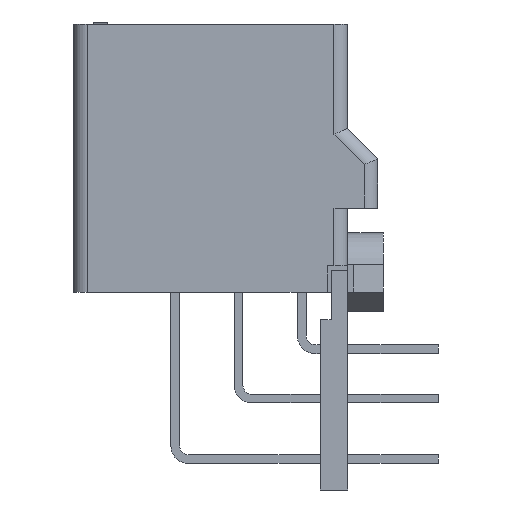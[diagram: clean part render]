
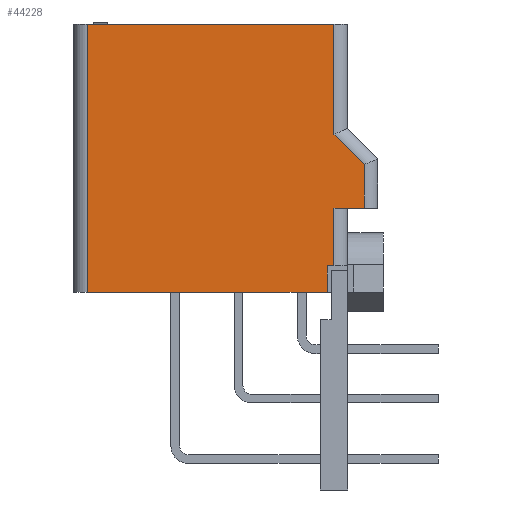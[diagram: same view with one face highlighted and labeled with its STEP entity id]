
A CAD part, left-side view. The second image highlights one B-rep face of the part: STEP entity #44228.
In plain terms, the highlighted planar face has unit normal (-1, 0, 0).
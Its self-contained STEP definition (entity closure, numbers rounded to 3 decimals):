
#36=DIRECTION('',(0.,-1.,0.));
#37=VECTOR('',#36,17.95);
#38=CARTESIAN_POINT('',(-65.9,8.975,0.));
#39=LINE('',#38,#37);
#862=DIRECTION('',(0.,-1.,0.));
#863=VECTOR('',#862,17.45);
#864=CARTESIAN_POINT('',(-65.9,8.975,-19.5));
#865=LINE('',#864,#863);
#5416=DIRECTION('',(0.,-1.,0.));
#5417=VECTOR('',#5416,2.2);
#5418=CARTESIAN_POINT('',(-65.9,-8.975,-13.4));
#5419=LINE('',#5418,#5417);
#5555=DIRECTION('',(0.,0.,1.));
#5556=VECTOR('',#5555,3.186);
#5557=CARTESIAN_POINT('',(-65.9,-11.175,-13.4));
#5558=LINE('',#5557,#5556);
#5559=DIRECTION('',(0.,0.,-1.));
#5560=VECTOR('',#5559,4.2);
#5561=CARTESIAN_POINT('',(-65.9,-8.975,-13.4));
#5562=LINE('',#5561,#5560);
#5563=DIRECTION('',(0.,1.,0.));
#5564=VECTOR('',#5563,0.5);
#5565=CARTESIAN_POINT('',(-65.9,-8.975,-17.6));
#5566=LINE('',#5565,#5564);
#5567=DIRECTION('',(0.,0.,1.));
#5568=VECTOR('',#5567,1.9);
#5569=CARTESIAN_POINT('',(-65.9,-8.475,-19.5));
#5570=LINE('',#5569,#5568);
#5571=DIRECTION('',(0.,0.,-1.));
#5572=VECTOR('',#5571,19.5);
#5573=CARTESIAN_POINT('',(-65.9,8.975,0.));
#5574=LINE('',#5573,#5572);
#5575=DIRECTION('',(0.,0.,-1.));
#5576=VECTOR('',#5575,8.014);
#5577=CARTESIAN_POINT('',(-65.9,-8.975,0.));
#5578=LINE('',#5577,#5576);
#5579=DIRECTION('',(0.,0.707,0.707));
#5580=VECTOR('',#5579,3.111);
#5581=CARTESIAN_POINT('',(-65.9,-11.175,-10.214));
#5582=LINE('',#5581,#5580);
#30703=CARTESIAN_POINT('',(-65.9,-11.175,-13.4));
#30704=VERTEX_POINT('',#30703);
#30705=CARTESIAN_POINT('',(-65.9,-11.175,-10.214));
#30706=VERTEX_POINT('',#30705);
#30723=CARTESIAN_POINT('',(-65.9,8.975,-19.5));
#30725=VERTEX_POINT('',#30723);
#30729=CARTESIAN_POINT('',(-65.9,8.975,0.));
#30730=VERTEX_POINT('',#30729);
#30731=CARTESIAN_POINT('',(-65.9,-8.975,0.));
#30732=CARTESIAN_POINT('',(-65.9,-8.975,-8.014));
#30733=VERTEX_POINT('',#30731);
#30734=VERTEX_POINT('',#30732);
#30739=CARTESIAN_POINT('',(-65.9,-8.975,-13.4));
#30740=CARTESIAN_POINT('',(-65.9,-8.975,-17.6));
#30741=VERTEX_POINT('',#30739);
#30742=VERTEX_POINT('',#30740);
#30935=CARTESIAN_POINT('',(-65.9,-8.475,-17.6));
#30936=VERTEX_POINT('',#30935);
#30939=CARTESIAN_POINT('',(-65.9,-8.475,-19.5));
#30940=VERTEX_POINT('',#30939);
#44205=CARTESIAN_POINT('',(-65.9,9.975,0.));
#44206=DIRECTION('',(-1.,0.,0.));
#44207=DIRECTION('',(0.,-1.,0.));
#44208=AXIS2_PLACEMENT_3D('',#44205,#44206,#44207);
#44209=PLANE('',#44208);
#44210=ORIENTED_EDGE('',*,*,#44198,.F.);
#44211=ORIENTED_EDGE('',*,*,#43956,.F.);
#44213=ORIENTED_EDGE('',*,*,#44212,.T.);
#44215=ORIENTED_EDGE('',*,*,#44214,.T.);
#44217=ORIENTED_EDGE('',*,*,#44216,.F.);
#44218=ORIENTED_EDGE('',*,*,#40824,.F.);
#44220=ORIENTED_EDGE('',*,*,#44219,.F.);
#44221=ORIENTED_EDGE('',*,*,#40288,.T.);
#44223=ORIENTED_EDGE('',*,*,#44222,.T.);
#44225=ORIENTED_EDGE('',*,*,#44224,.F.);
#44226=EDGE_LOOP('',(#44210,#44211,#44213,#44215,#44217,#44218,#44220,#44221,
#44223,#44225));
#44227=FACE_OUTER_BOUND('',#44226,.F.);
#40288=EDGE_CURVE('',#30730,#30733,#39,.T.);
#40824=EDGE_CURVE('',#30725,#30940,#865,.T.);
#43956=EDGE_CURVE('',#30741,#30704,#5419,.T.);
#44198=EDGE_CURVE('',#30704,#30706,#5558,.T.);
#44212=EDGE_CURVE('',#30741,#30742,#5562,.T.);
#44214=EDGE_CURVE('',#30742,#30936,#5566,.T.);
#44216=EDGE_CURVE('',#30940,#30936,#5570,.T.);
#44219=EDGE_CURVE('',#30730,#30725,#5574,.T.);
#44222=EDGE_CURVE('',#30733,#30734,#5578,.T.);
#44224=EDGE_CURVE('',#30706,#30734,#5582,.T.);
#44228=ADVANCED_FACE('',(#44227),#44209,.T.);
